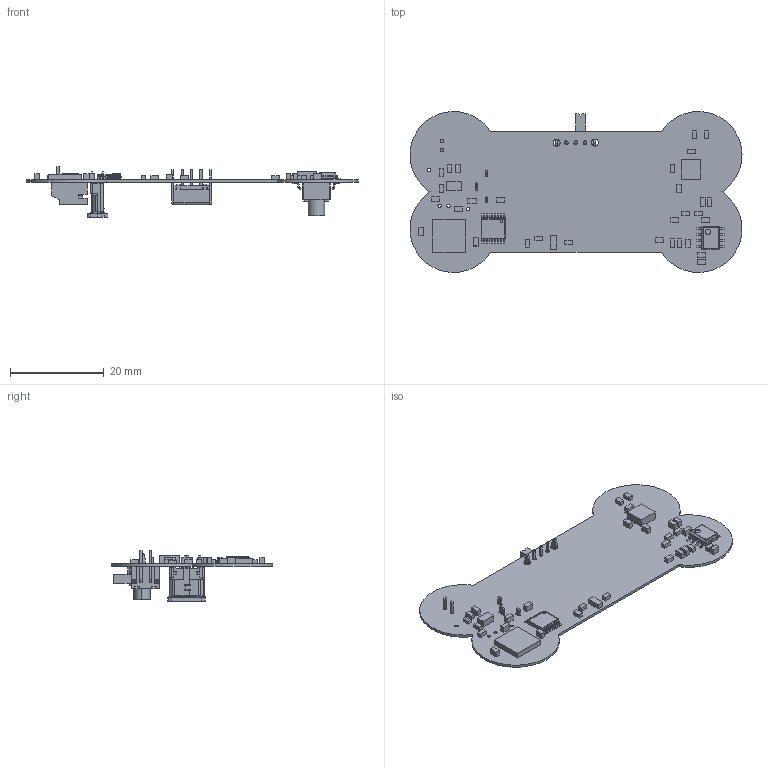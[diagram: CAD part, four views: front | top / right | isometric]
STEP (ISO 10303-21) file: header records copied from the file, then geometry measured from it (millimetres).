
FILE_DESCRIPTION(('Open CASCADE Model'),'2;1');
FILE_NAME('Open CASCADE Shape Model','2020-04-12T15:27:20',('Author'),( 'Open CASCADE'),'Open CASCADE STEP processor 6.8','Open CASCADE 6.8' ,'Unknown');
FILE_SCHEMA(('AUTOMOTIVE_DESIGN { 1 0 10303 214 1 1 1 1 }'));
Length unit declared in the file: millimetre
Products named in the file (1): PCB
Bounding box: 70.96 x 34.41 x 10.9 mm (x, y, z)
Volume: 1720.3 mm3; surface area: 6103.6 mm2
Topology: 68 solids, 109 shells, 1598 faces, 4130 edges, 2729 vertices
Faces by surface type: plane 1174, cylinder 360, extrusion 22, sphere 20, torus 12, bspline 8, cone 2
Full cylindrical faces by diameter (mm): 0.562 x1, 0.7 x2, 0.711 x4, 0.8 x3, 1.499 x2
Entity records: 49709 total; most frequent: CARTESIAN_POINT 9902, ORIENTED_EDGE 7891, DIRECTION 7849, EDGE_CURVE 4076, VECTOR 3293, LINE 3271, VERTEX_POINT 2641, AXIS2_PLACEMENT_3D 2278
